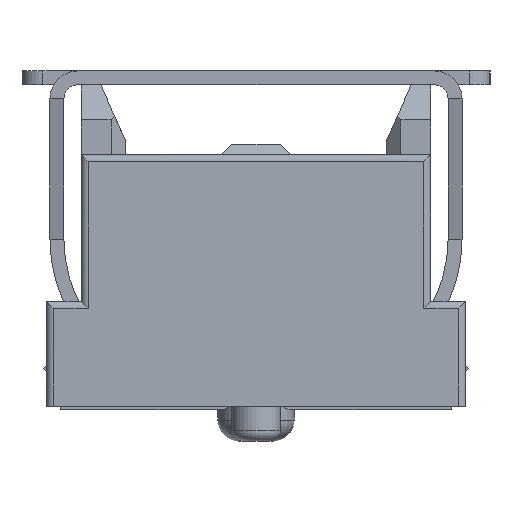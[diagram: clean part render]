
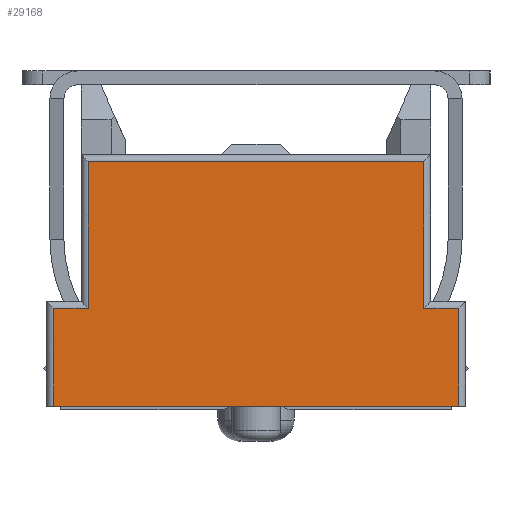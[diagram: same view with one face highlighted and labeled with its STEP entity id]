
A CAD part, left-side view. The second image highlights one B-rep face of the part: STEP entity #29168.
In plain terms, the highlighted planar face has unit normal (-1, 0, 0).
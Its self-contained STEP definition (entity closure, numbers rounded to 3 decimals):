
#1967=ORIENTED_EDGE('',*,*,#10650,.T.);
#1968=ORIENTED_EDGE('',*,*,#10651,.T.);
#1969=ORIENTED_EDGE('',*,*,#10652,.T.);
#1970=ORIENTED_EDGE('',*,*,#10653,.T.);
#1971=ORIENTED_EDGE('',*,*,#10654,.T.);
#1972=ORIENTED_EDGE('',*,*,#10655,.T.);
#1973=ORIENTED_EDGE('',*,*,#10656,.T.);
#1974=ORIENTED_EDGE('',*,*,#10657,.T.);
#10650=EDGE_CURVE('',#14983,#14984,#17772,.T.);
#10651=EDGE_CURVE('',#14984,#14985,#17773,.T.);
#10652=EDGE_CURVE('',#14985,#14986,#17774,.F.);
#10653=EDGE_CURVE('',#14986,#14987,#17775,.F.);
#10654=EDGE_CURVE('',#14987,#14988,#17776,.T.);
#10655=EDGE_CURVE('',#14988,#14989,#17777,.T.);
#10656=EDGE_CURVE('',#14989,#14990,#17778,.F.);
#10657=EDGE_CURVE('',#14990,#14983,#17779,.F.);
#14983=VERTEX_POINT('',#42547);
#14984=VERTEX_POINT('',#42548);
#14985=VERTEX_POINT('',#42550);
#14986=VERTEX_POINT('',#42552);
#14987=VERTEX_POINT('',#42554);
#14988=VERTEX_POINT('',#42556);
#14989=VERTEX_POINT('',#42558);
#14990=VERTEX_POINT('',#42560);
#17772=LINE('',#42546,#21699);
#17773=LINE('',#42549,#21700);
#17774=LINE('',#42551,#21701);
#17775=LINE('',#42553,#21702);
#17776=LINE('',#42555,#21703);
#17777=LINE('',#42557,#21704);
#17778=LINE('',#42559,#21705);
#17779=LINE('',#42561,#21706);
#21699=VECTOR('',#33694,1000.);
#21700=VECTOR('',#33695,1000.);
#21701=VECTOR('',#33696,1000.);
#21702=VECTOR('',#33697,1000.);
#21703=VECTOR('',#33698,1000.);
#21704=VECTOR('',#33699,1000.);
#21705=VECTOR('',#33700,1000.);
#21706=VECTOR('',#33701,1000.);
#24783=EDGE_LOOP('',(#1967,#1968,#1969,#1970,#1971,#1972,#1973,#1974));
#26374=FACE_BOUND('',#24783,.T.);
#27882=PLANE('',#30716);
#29168=ADVANCED_FACE('',(#26374),#27882,.F.);
#30716=AXIS2_PLACEMENT_3D('',#42545,#33692,#33693);
#33692=DIRECTION('',(1.,0.,0.));
#33693=DIRECTION('',(0.,0.,-1.));
#33694=DIRECTION('',(0.,-1.,0.));
#33695=DIRECTION('',(0.,0.,1.));
#33696=DIRECTION('',(0.,-1.,0.));
#33697=DIRECTION('',(0.,0.,-1.));
#33698=DIRECTION('',(0.,1.,0.));
#33699=DIRECTION('',(0.,0.,-1.));
#33700=DIRECTION('',(0.,-1.,0.));
#33701=DIRECTION('',(0.,0.,1.));
#42545=CARTESIAN_POINT('',(-18.9,2.5,4.4));
#42546=CARTESIAN_POINT('',(-18.9,3.,-0.2));
#42547=CARTESIAN_POINT('',(-18.9,2.9,-0.2));
#42548=CARTESIAN_POINT('',(-18.9,-2.9,-0.2));
#42549=CARTESIAN_POINT('',(-18.9,-2.9,1.3));
#42550=CARTESIAN_POINT('',(-18.9,-2.9,1.2));
#42551=CARTESIAN_POINT('',(-18.9,-2.5,1.2));
#42552=CARTESIAN_POINT('',(-18.9,-2.4,1.2));
#42553=CARTESIAN_POINT('',(-18.9,-2.4,4.4));
#42554=CARTESIAN_POINT('',(-18.9,-2.4,3.3));
#42555=CARTESIAN_POINT('',(-18.9,2.5,3.3));
#42556=CARTESIAN_POINT('',(-18.9,2.4,3.3));
#42557=CARTESIAN_POINT('',(-18.9,2.4,4.4));
#42558=CARTESIAN_POINT('',(-18.9,2.4,1.2));
#42559=CARTESIAN_POINT('',(-18.9,3.,1.2));
#42560=CARTESIAN_POINT('',(-18.9,2.9,1.2));
#42561=CARTESIAN_POINT('',(-18.9,2.9,-0.2));
